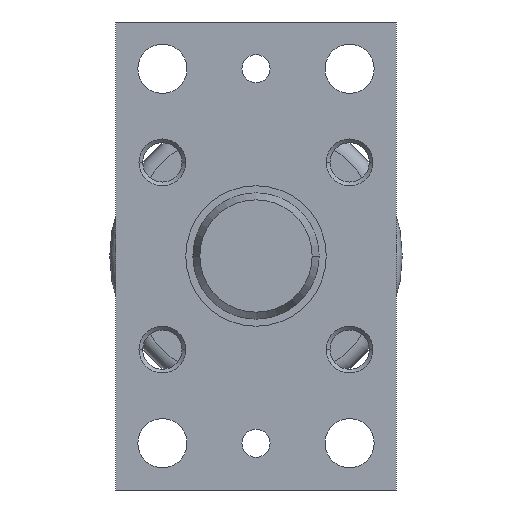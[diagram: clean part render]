
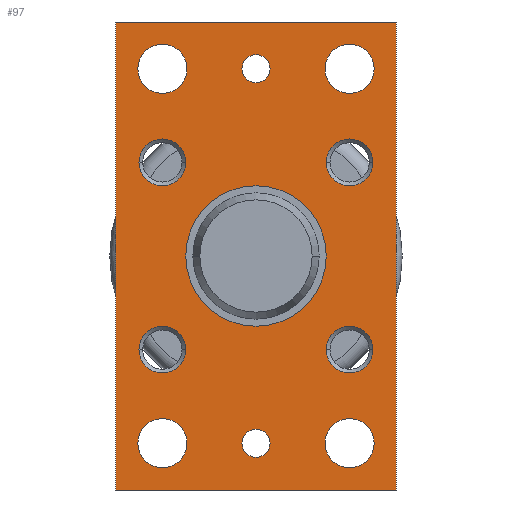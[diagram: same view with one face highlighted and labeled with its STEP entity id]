
A CAD part, left-side view. The second image highlights one B-rep face of the part: STEP entity #97.
In plain terms, the highlighted planar face has unit normal (-1, 0, 0).
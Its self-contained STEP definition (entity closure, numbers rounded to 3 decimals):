
#97=ADVANCED_FACE('',(#249,#250,#251,#252,#253,#254,#255,#256,#257,#258,#259,#260),#261,.F.);
#249=FACE_BOUND('',#454,.T.);
#250=FACE_BOUND('',#455,.T.);
#251=FACE_BOUND('',#456,.T.);
#252=FACE_BOUND('',#457,.T.);
#253=FACE_BOUND('',#458,.T.);
#254=FACE_BOUND('',#459,.T.);
#255=FACE_BOUND('',#460,.T.);
#256=FACE_BOUND('',#461,.T.);
#257=FACE_BOUND('',#462,.T.);
#258=FACE_BOUND('',#463,.T.);
#259=FACE_BOUND('',#464,.T.);
#260=FACE_OUTER_BOUND('',#465,.T.);
#261=PLANE('',#466);
#454=EDGE_LOOP('',(#943,#944));
#455=EDGE_LOOP('',(#945,#946));
#456=EDGE_LOOP('',(#947,#948));
#457=EDGE_LOOP('',(#949,#950));
#458=EDGE_LOOP('',(#951,#952));
#459=EDGE_LOOP('',(#953,#954));
#460=EDGE_LOOP('',(#955,#956));
#461=EDGE_LOOP('',(#957,#958));
#462=EDGE_LOOP('',(#959,#960));
#463=EDGE_LOOP('',(#961,#962));
#464=EDGE_LOOP('',(#963,#964));
#465=EDGE_LOOP('',(#965,#966,#967,#968));
#466=AXIS2_PLACEMENT_3D('',#969,#970,#971);
#943=ORIENTED_EDGE('',*,*,#1379,.T.);
#944=ORIENTED_EDGE('',*,*,#1405,.T.);
#945=ORIENTED_EDGE('',*,*,#1368,.T.);
#946=ORIENTED_EDGE('',*,*,#1407,.T.);
#947=ORIENTED_EDGE('',*,*,#1357,.T.);
#948=ORIENTED_EDGE('',*,*,#1409,.T.);
#949=ORIENTED_EDGE('',*,*,#1346,.T.);
#950=ORIENTED_EDGE('',*,*,#1411,.T.);
#951=ORIENTED_EDGE('',*,*,#1413,.T.);
#952=ORIENTED_EDGE('',*,*,#1339,.T.);
#953=ORIENTED_EDGE('',*,*,#1414,.T.);
#954=ORIENTED_EDGE('',*,*,#1335,.T.);
#955=ORIENTED_EDGE('',*,*,#1415,.T.);
#956=ORIENTED_EDGE('',*,*,#1331,.T.);
#957=ORIENTED_EDGE('',*,*,#1416,.T.);
#958=ORIENTED_EDGE('',*,*,#1327,.T.);
#959=ORIENTED_EDGE('',*,*,#1417,.T.);
#960=ORIENTED_EDGE('',*,*,#1323,.T.);
#961=ORIENTED_EDGE('',*,*,#1418,.T.);
#962=ORIENTED_EDGE('',*,*,#1319,.T.);
#963=ORIENTED_EDGE('',*,*,#1388,.T.);
#964=ORIENTED_EDGE('',*,*,#1387,.T.);
#965=ORIENTED_EDGE('',*,*,#1419,.T.);
#966=ORIENTED_EDGE('',*,*,#1420,.T.);
#967=ORIENTED_EDGE('',*,*,#1421,.T.);
#968=ORIENTED_EDGE('',*,*,#1422,.T.);
#969=CARTESIAN_POINT('',(-10.0,0.0,0.0));
#970=DIRECTION('',(1.0,0.0,0.));
#971=DIRECTION('',(0.,0.0,-1.0));
#1319=EDGE_CURVE('',#1590,#1594,#1596,.T.);
#1323=EDGE_CURVE('',#1598,#1602,#1604,.T.);
#1327=EDGE_CURVE('',#1606,#1610,#1612,.T.);
#1331=EDGE_CURVE('',#1614,#1618,#1620,.T.);
#1335=EDGE_CURVE('',#1622,#1626,#1628,.T.);
#1339=EDGE_CURVE('',#1630,#1634,#1636,.T.);
#1346=EDGE_CURVE('',#1645,#1647,#1649,.T.);
#1357=EDGE_CURVE('',#1664,#1666,#1668,.T.);
#1368=EDGE_CURVE('',#1683,#1685,#1687,.T.);
#1379=EDGE_CURVE('',#1702,#1704,#1706,.T.);
#1387=EDGE_CURVE('',#1714,#1718,#1720,.T.);
#1388=EDGE_CURVE('',#1718,#1714,#1721,.T.);
#1405=EDGE_CURVE('',#1704,#1702,#1742,.T.);
#1407=EDGE_CURVE('',#1685,#1683,#1744,.T.);
#1409=EDGE_CURVE('',#1666,#1664,#1746,.T.);
#1411=EDGE_CURVE('',#1647,#1645,#1748,.T.);
#1413=EDGE_CURVE('',#1634,#1630,#1750,.T.);
#1414=EDGE_CURVE('',#1626,#1622,#1751,.T.);
#1415=EDGE_CURVE('',#1618,#1614,#1752,.T.);
#1416=EDGE_CURVE('',#1610,#1606,#1753,.T.);
#1417=EDGE_CURVE('',#1602,#1598,#1754,.T.);
#1418=EDGE_CURVE('',#1594,#1590,#1755,.T.);
#1419=EDGE_CURVE('',#1756,#1757,#1758,.T.);
#1420=EDGE_CURVE('',#1757,#1759,#1760,.T.);
#1421=EDGE_CURVE('',#1759,#1761,#1762,.T.);
#1422=EDGE_CURVE('',#1761,#1756,#1763,.T.);
#1590=VERTEX_POINT('',#2023);
#1594=VERTEX_POINT('',#2028);
#1596=CIRCLE('',#2031,5.25);
#1598=VERTEX_POINT('',#2033);
#1602=VERTEX_POINT('',#2038);
#1604=CIRCLE('',#2041,5.25);
#1606=VERTEX_POINT('',#2043);
#1610=VERTEX_POINT('',#2048);
#1612=CIRCLE('',#2051,5.25);
#1614=VERTEX_POINT('',#2053);
#1618=VERTEX_POINT('',#2058);
#1620=CIRCLE('',#2061,5.25);
#1622=VERTEX_POINT('',#2063);
#1626=VERTEX_POINT('',#2068);
#1628=CIRCLE('',#2071,3.0);
#1630=VERTEX_POINT('',#2073);
#1634=VERTEX_POINT('',#2078);
#1636=CIRCLE('',#2081,3.0);
#1645=VERTEX_POINT('',#2092);
#1647=VERTEX_POINT('',#2095);
#1649=CIRCLE('',#2098,5.0);
#1664=VERTEX_POINT('',#2117);
#1666=VERTEX_POINT('',#2120);
#1668=CIRCLE('',#2123,5.0);
#1683=VERTEX_POINT('',#2142);
#1685=VERTEX_POINT('',#2145);
#1687=CIRCLE('',#2148,5.0);
#1702=VERTEX_POINT('',#2167);
#1704=VERTEX_POINT('',#2170);
#1706=CIRCLE('',#2173,5.0);
#1714=VERTEX_POINT('',#2183);
#1718=VERTEX_POINT('',#2188);
#1720=CIRCLE('',#2191,15.0);
#1721=CIRCLE('',#2192,15.0);
#1742=CIRCLE('',#2217,5.0);
#1744=CIRCLE('',#2219,5.0);
#1746=CIRCLE('',#2221,5.0);
#1748=CIRCLE('',#2223,5.0);
#1750=CIRCLE('',#2225,3.0);
#1751=CIRCLE('',#2226,3.0);
#1752=CIRCLE('',#2227,5.25);
#1753=CIRCLE('',#2228,5.25);
#1754=CIRCLE('',#2229,5.25);
#1755=CIRCLE('',#2230,5.25);
#1756=VERTEX_POINT('',#2231);
#1757=VERTEX_POINT('',#2232);
#1758=LINE('',#2233,#2234);
#1759=VERTEX_POINT('',#2235);
#1760=LINE('',#2236,#2237);
#1761=VERTEX_POINT('',#2238);
#1762=LINE('',#2239,#2240);
#1763=LINE('',#2241,#2242);
#2023=CARTESIAN_POINT('',(-10.0,-20.0,34.75));
#2028=CARTESIAN_POINT('',(-10.0,-20.0,45.25));
#2031=AXIS2_PLACEMENT_3D('',#2519,#2520,#2521);
#2033=CARTESIAN_POINT('',(-10.0,20.0,34.75));
#2038=CARTESIAN_POINT('',(-10.0,20.0,45.25));
#2041=AXIS2_PLACEMENT_3D('',#2527,#2528,#2529);
#2043=CARTESIAN_POINT('',(-10.0,-20.0,-45.25));
#2048=CARTESIAN_POINT('',(-10.0,-20.0,-34.75));
#2051=AXIS2_PLACEMENT_3D('',#2535,#2536,#2537);
#2053=CARTESIAN_POINT('',(-10.0,20.0,-45.25));
#2058=CARTESIAN_POINT('',(-10.0,20.0,-34.75));
#2061=AXIS2_PLACEMENT_3D('',#2543,#2544,#2545);
#2063=CARTESIAN_POINT('',(-10.0,0.,37.0));
#2068=CARTESIAN_POINT('',(-10.0,0.,43.0));
#2071=AXIS2_PLACEMENT_3D('',#2551,#2552,#2553);
#2073=CARTESIAN_POINT('',(-10.0,0.,-43.0));
#2078=CARTESIAN_POINT('',(-10.0,0.,-37.0));
#2081=AXIS2_PLACEMENT_3D('',#2559,#2560,#2561);
#2092=CARTESIAN_POINT('',(-10.0,-15.0,20.0));
#2095=CARTESIAN_POINT('',(-10.0,-25.0,20.0));
#2098=AXIS2_PLACEMENT_3D('',#2572,#2573,#2574);
#2117=CARTESIAN_POINT('',(-10.0,25.0,20.0));
#2120=CARTESIAN_POINT('',(-10.0,15.0,20.0));
#2123=AXIS2_PLACEMENT_3D('',#2593,#2594,#2595);
#2142=CARTESIAN_POINT('',(-10.0,-15.0,-20.0));
#2145=CARTESIAN_POINT('',(-10.0,-25.0,-20.0));
#2148=AXIS2_PLACEMENT_3D('',#2614,#2615,#2616);
#2167=CARTESIAN_POINT('',(-10.0,25.0,-20.0));
#2170=CARTESIAN_POINT('',(-10.0,15.0,-20.0));
#2173=AXIS2_PLACEMENT_3D('',#2635,#2636,#2637);
#2183=CARTESIAN_POINT('',(-10.0,0.,-15.0));
#2188=CARTESIAN_POINT('',(-10.0,0.,15.0));
#2191=AXIS2_PLACEMENT_3D('',#2651,#2652,#2653);
#2192=AXIS2_PLACEMENT_3D('',#2654,#2655,#2656);
#2217=AXIS2_PLACEMENT_3D('',#2697,#2698,#2699);
#2219=AXIS2_PLACEMENT_3D('',#2703,#2704,#2705);
#2221=AXIS2_PLACEMENT_3D('',#2709,#2710,#2711);
#2223=AXIS2_PLACEMENT_3D('',#2715,#2716,#2717);
#2225=AXIS2_PLACEMENT_3D('',#2721,#2722,#2723);
#2226=AXIS2_PLACEMENT_3D('',#2724,#2725,#2726);
#2227=AXIS2_PLACEMENT_3D('',#2727,#2728,#2729);
#2228=AXIS2_PLACEMENT_3D('',#2730,#2731,#2732);
#2229=AXIS2_PLACEMENT_3D('',#2733,#2734,#2735);
#2230=AXIS2_PLACEMENT_3D('',#2736,#2737,#2738);
#2231=CARTESIAN_POINT('',(-10.0,30.0,-50.0));
#2232=CARTESIAN_POINT('',(-10.0,-30.0,-50.0));
#2233=CARTESIAN_POINT('',(-10.0,0.0,-50.0));
#2234=VECTOR('',#2739,1.0);
#2235=CARTESIAN_POINT('',(-10.0,-30.0,50.0));
#2236=CARTESIAN_POINT('',(-10.0,-30.0,0.0));
#2237=VECTOR('',#2740,1.0);
#2238=CARTESIAN_POINT('',(-10.0,30.0,50.0));
#2239=CARTESIAN_POINT('',(-10.0,0.0,50.0));
#2240=VECTOR('',#2741,1.0);
#2241=CARTESIAN_POINT('',(-10.0,30.0,0.0));
#2242=VECTOR('',#2742,1.0);
#2519=CARTESIAN_POINT('',(-10.0,-20.0,40.0));
#2520=DIRECTION('',(1.0,0.0,0.));
#2521=DIRECTION('',(0.,0.0,-1.0));
#2527=CARTESIAN_POINT('',(-10.0,20.0,40.0));
#2528=DIRECTION('',(1.0,0.0,0.));
#2529=DIRECTION('',(0.,0.0,-1.0));
#2535=CARTESIAN_POINT('',(-10.0,-20.0,-40.0));
#2536=DIRECTION('',(1.0,0.0,0.));
#2537=DIRECTION('',(0.,0.0,-1.0));
#2543=CARTESIAN_POINT('',(-10.0,20.0,-40.0));
#2544=DIRECTION('',(1.0,0.0,0.));
#2545=DIRECTION('',(0.,0.0,-1.0));
#2551=CARTESIAN_POINT('',(-10.0,0.0,40.0));
#2552=DIRECTION('',(1.0,0.0,0.));
#2553=DIRECTION('',(0.,0.0,-1.0));
#2559=CARTESIAN_POINT('',(-10.0,0.0,-40.0));
#2560=DIRECTION('',(1.0,0.0,0.));
#2561=DIRECTION('',(0.,0.0,-1.0));
#2572=CARTESIAN_POINT('',(-10.0,-20.0,20.0));
#2573=DIRECTION('',(1.0,-0.0,0.));
#2574=DIRECTION('',(0.0,1.0,0.0));
#2593=CARTESIAN_POINT('',(-10.0,20.0,20.0));
#2594=DIRECTION('',(1.0,-0.0,0.));
#2595=DIRECTION('',(0.0,1.0,0.0));
#2614=CARTESIAN_POINT('',(-10.0,-20.0,-20.0));
#2615=DIRECTION('',(1.0,-0.0,0.));
#2616=DIRECTION('',(0.0,1.0,0.0));
#2635=CARTESIAN_POINT('',(-10.0,20.0,-20.0));
#2636=DIRECTION('',(1.0,-0.0,0.));
#2637=DIRECTION('',(0.0,1.0,0.0));
#2651=CARTESIAN_POINT('',(-10.0,0.0,0.0));
#2652=DIRECTION('',(1.0,0.0,0.));
#2653=DIRECTION('',(0.,0.0,-1.0));
#2654=CARTESIAN_POINT('',(-10.0,0.0,0.0));
#2655=DIRECTION('',(1.0,0.0,0.));
#2656=DIRECTION('',(0.,0.0,-1.0));
#2697=CARTESIAN_POINT('',(-10.0,20.0,-20.0));
#2698=DIRECTION('',(1.0,-0.0,0.));
#2699=DIRECTION('',(0.0,1.0,0.0));
#2703=CARTESIAN_POINT('',(-10.0,-20.0,-20.0));
#2704=DIRECTION('',(1.0,-0.0,0.));
#2705=DIRECTION('',(0.0,1.0,0.0));
#2709=CARTESIAN_POINT('',(-10.0,20.0,20.0));
#2710=DIRECTION('',(1.0,-0.0,0.));
#2711=DIRECTION('',(0.0,1.0,0.0));
#2715=CARTESIAN_POINT('',(-10.0,-20.0,20.0));
#2716=DIRECTION('',(1.0,-0.0,0.));
#2717=DIRECTION('',(0.0,1.0,0.0));
#2721=CARTESIAN_POINT('',(-10.0,0.0,-40.0));
#2722=DIRECTION('',(1.0,0.0,0.));
#2723=DIRECTION('',(0.,0.0,-1.0));
#2724=CARTESIAN_POINT('',(-10.0,0.0,40.0));
#2725=DIRECTION('',(1.0,0.0,0.));
#2726=DIRECTION('',(0.,0.0,-1.0));
#2727=CARTESIAN_POINT('',(-10.0,20.0,-40.0));
#2728=DIRECTION('',(1.0,0.0,0.));
#2729=DIRECTION('',(0.,0.0,-1.0));
#2730=CARTESIAN_POINT('',(-10.0,-20.0,-40.0));
#2731=DIRECTION('',(1.0,0.0,0.));
#2732=DIRECTION('',(0.,0.0,-1.0));
#2733=CARTESIAN_POINT('',(-10.0,20.0,40.0));
#2734=DIRECTION('',(1.0,0.0,0.));
#2735=DIRECTION('',(0.,0.0,-1.0));
#2736=CARTESIAN_POINT('',(-10.0,-20.0,40.0));
#2737=DIRECTION('',(1.0,0.0,0.));
#2738=DIRECTION('',(0.,0.0,-1.0));
#2739=DIRECTION('',(0.0,-1.0,0.0));
#2740=DIRECTION('',(0.,0.0,1.0));
#2741=DIRECTION('',(0.0,1.0,0.0));
#2742=DIRECTION('',(0.,0.0,-1.0));
